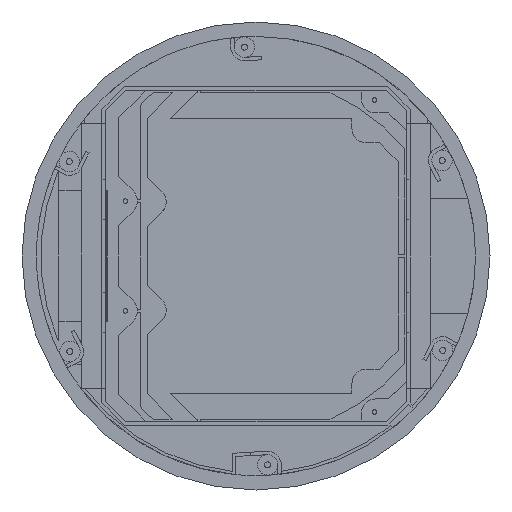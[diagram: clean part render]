
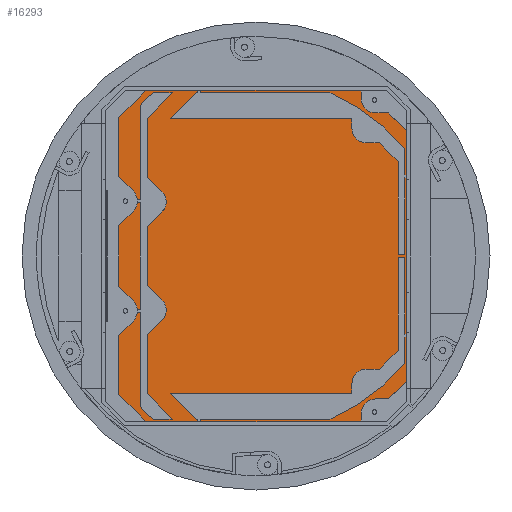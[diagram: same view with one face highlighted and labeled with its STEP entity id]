
A CAD part, front view. The second image highlights one B-rep face of the part: STEP entity #16293.
In plain terms, the highlighted face is planar.
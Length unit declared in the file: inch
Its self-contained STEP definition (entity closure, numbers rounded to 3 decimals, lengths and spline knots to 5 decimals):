
#765 = ORIENTED_EDGE ( 'NONE', *, *, #2991, .F. ) ;
#1372 = DIRECTION ( 'NONE',  ( 0., 1., 0. ) ) ;
#1488 = DIRECTION ( 'NONE',  ( -1., 0., 0. ) ) ;
#2627 = AXIS2_PLACEMENT_3D ( 'NONE', #24008, #9929, #26388 ) ;
#2991 = EDGE_CURVE ( 'NONE', #7046, #13225, #18361, .T. ) ;
#3282 = CARTESIAN_POINT ( 'NONE',  ( 0.00197, 0., 0. ) ) ;
#3834 = VERTEX_POINT ( 'NONE', #26071 ) ;
#4121 = AXIS2_PLACEMENT_3D ( 'NONE', #3282, #19881, #5686 ) ;
#5448 = CARTESIAN_POINT ( 'NONE',  ( -4.32874, -3.71938, 0. ) ) ;
#5686 = DIRECTION ( 'NONE',  ( -1., 0., 0. ) ) ;
#7046 = VERTEX_POINT ( 'NONE', #25878 ) ;
#7400 = ORIENTED_EDGE ( 'NONE', *, *, #11598, .F. ) ;
#9371 = EDGE_CURVE ( 'NONE', #25491, #7046, #10651, .T. ) ;
#9590 = CIRCLE ( 'NONE', #4121, 5.70866 ) ;
#9929 = DIRECTION ( 'NONE',  ( 0., 0., 1. ) ) ;
#10651 = CIRCLE ( 'NONE', #27584, 5.70866 ) ;
#10871 = CARTESIAN_POINT ( 'NONE',  ( 3.93898, 0., 0. ) ) ;
#11598 = EDGE_CURVE ( 'NONE', #13225, #3834, #9590, .T. ) ;
#12152 = PLANE ( 'NONE',  #2627 ) ;
#12189 = EDGE_CURVE ( 'NONE', #3834, #25491, #16769, .T. ) ;
#13225 = VERTEX_POINT ( 'NONE', #5448 ) ;
#15775 = DIRECTION ( 'NONE',  ( 0., 0., 1. ) ) ;
#16065 = VECTOR ( 'NONE', #1372, 39.37008 ) ;
#16293 = ADVANCED_FACE ( 'NONE', ( #22059 ), #12152, .F. ) ;
#16607 = CARTESIAN_POINT ( 'NONE',  ( 3.93898, 4.13386, 0. ) ) ;
#16769 = LINE ( 'NONE', #10871, #16065 ) ;
#18361 = LINE ( 'NONE', #23845, #22253 ) ;
#19564 = ORIENTED_EDGE ( 'NONE', *, *, #12189, .F. ) ;
#19881 = DIRECTION ( 'NONE',  ( 0., 0., 1. ) ) ;
#21253 = EDGE_LOOP ( 'NONE', ( #7400, #765, #23728, #19564 ) ) ;
#22059 = FACE_OUTER_BOUND ( 'NONE', #21253, .T. ) ;
#22253 = VECTOR ( 'NONE', #23883, 39.37008 ) ;
#23728 = ORIENTED_EDGE ( 'NONE', *, *, #9371, .F. ) ;
#23845 = CARTESIAN_POINT ( 'NONE',  ( -4.32874, 0., 0. ) ) ;
#23883 = DIRECTION ( 'NONE',  ( 0., -1., 0. ) ) ;
#24008 = CARTESIAN_POINT ( 'NONE',  ( 0.00197, 0., 0. ) ) ;
#25491 = VERTEX_POINT ( 'NONE', #16607 ) ;
#25878 = CARTESIAN_POINT ( 'NONE',  ( -4.32874, 3.71938, 0. ) ) ;
#26071 = CARTESIAN_POINT ( 'NONE',  ( 3.93898, -4.13386, 0. ) ) ;
#26388 = DIRECTION ( 'NONE',  ( 1., 0., 0. ) ) ;
#27584 = AXIS2_PLACEMENT_3D ( 'NONE', #29771, #15775, #1488 ) ;
#29771 = CARTESIAN_POINT ( 'NONE',  ( 0.00197, 0., 0. ) ) ;
